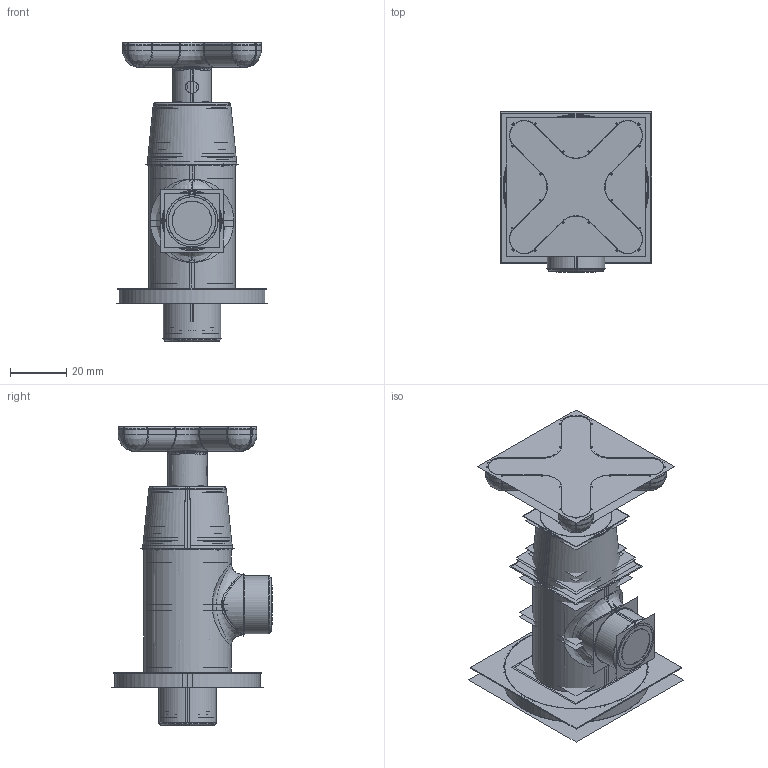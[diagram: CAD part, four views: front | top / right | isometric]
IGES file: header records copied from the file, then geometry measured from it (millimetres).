
Start section:  PTC IGES file: tp1030_asm.igs
Global section: file name: tp1030_asm.igs; native system: Pro/ENGINEER by Parametric Technology Corporation; preprocessor: 2009360; author: Administrator; organization: Unknown; date: 20160825.170433; units: millimetre
Bounding box: 54.08 x 57.3 x 106.7 mm (x, y, z)
Volume: 183218.7 mm3; surface area: 808467 mm2
Topology: 6 solids, 8 shells, 1448 faces, 8513 edges, 11669 vertices
Faces by surface type: revolution 872, bspline 576
